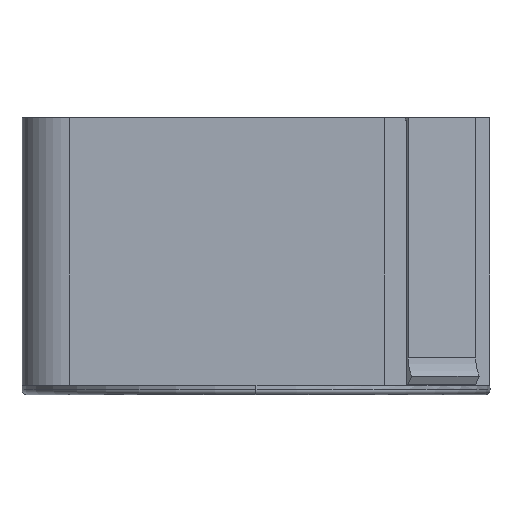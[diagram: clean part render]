
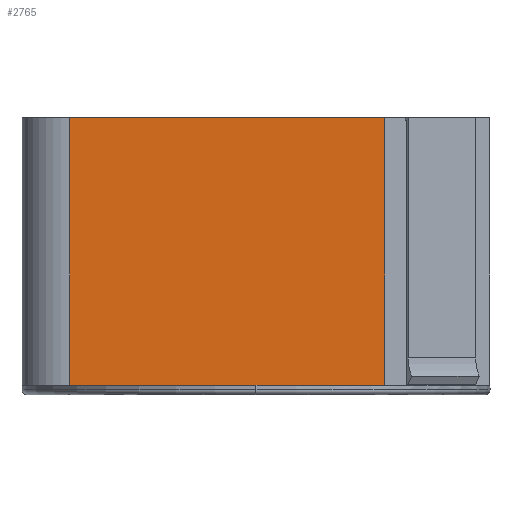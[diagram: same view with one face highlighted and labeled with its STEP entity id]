
A CAD part, left-side view. The second image highlights one B-rep face of the part: STEP entity #2765.
In plain terms, the highlighted planar face has unit normal (-1, 0, 0).
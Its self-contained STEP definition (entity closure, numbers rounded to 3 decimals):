
#28 = CARTESIAN_POINT ( 'NONE',  ( -2.45, 1.95, -0.005 ) ) ;
#29 = CARTESIAN_POINT ( 'NONE',  ( -2.45, 1.95, -2.805 ) ) ;
#30 = LINE ( 'NONE', #1055, #997 ) ;
#124 = CARTESIAN_POINT ( 'NONE',  ( -2.45, 1.95, -2.805 ) ) ;
#319 = VERTEX_POINT ( 'NONE', #2844 ) ;
#346 = FACE_OUTER_BOUND ( 'NONE', #2597, .T. ) ;
#356 = EDGE_CURVE ( 'NONE', #2952, #319, #991, .T. ) ;
#490 = DIRECTION ( 'NONE',  ( 0., -1., 0. ) ) ;
#575 = AXIS2_PLACEMENT_3D ( 'NONE', #124, #2350, #1441 ) ;
#603 = EDGE_CURVE ( 'NONE', #2099, #1219, #1036, .T. ) ;
#669 = VECTOR ( 'NONE', #1148, 1000. ) ;
#749 = CARTESIAN_POINT ( 'NONE',  ( -2.45, 0., -2.805 ) ) ;
#838 = ORIENTED_EDGE ( 'NONE', *, *, #1025, .T. ) ;
#863 = DIRECTION ( 'NONE',  ( 0., -1., 0. ) ) ;
#903 = PLANE ( 'NONE',  #575 ) ;
#953 = VECTOR ( 'NONE', #490, 1000. ) ;
#991 = LINE ( 'NONE', #2948, #2971 ) ;
#997 = VECTOR ( 'NONE', #1853, 1000. ) ;
#1025 = EDGE_CURVE ( 'NONE', #3022, #319, #30, .T. ) ;
#1036 = LINE ( 'NONE', #29, #1925 ) ;
#1055 = CARTESIAN_POINT ( 'NONE',  ( -2.45, -1.35, -2.805 ) ) ;
#1139 = EDGE_CURVE ( 'NONE', #2099, #2952, #2118, .T. ) ;
#1148 = DIRECTION ( 'NONE',  ( 0., 0., 1. ) ) ;
#1219 = VERTEX_POINT ( 'NONE', #749 ) ;
#1253 = DIRECTION ( 'NONE',  ( 0., -1., 0. ) ) ;
#1441 = DIRECTION ( 'NONE',  ( 0., 0., 1. ) ) ;
#1521 = ORIENTED_EDGE ( 'NONE', *, *, #2468, .T. ) ;
#1853 = DIRECTION ( 'NONE',  ( 0., 0., 1. ) ) ;
#1925 = VECTOR ( 'NONE', #863, 1000. ) ;
#2093 = CARTESIAN_POINT ( 'NONE',  ( -2.45, 1.95, -2.805 ) ) ;
#2099 = VERTEX_POINT ( 'NONE', #2692 ) ;
#2118 = LINE ( 'NONE', #2894, #669 ) ;
#2320 = ORIENTED_EDGE ( 'NONE', *, *, #1139, .F. ) ;
#2344 = CARTESIAN_POINT ( 'NONE',  ( -2.45, -1.35, -2.805 ) ) ;
#2350 = DIRECTION ( 'NONE',  ( -1., 0., 0. ) ) ;
#2468 = EDGE_CURVE ( 'NONE', #1219, #3022, #3008, .T. ) ;
#2597 = EDGE_LOOP ( 'NONE', ( #2812, #1521, #838, #2881, #2320 ) ) ;
#2692 = CARTESIAN_POINT ( 'NONE',  ( -2.45, 1.95, -2.805 ) ) ;
#2765 = ADVANCED_FACE ( 'NONE', ( #346 ), #903, .T. ) ;
#2812 = ORIENTED_EDGE ( 'NONE', *, *, #603, .T. ) ;
#2844 = CARTESIAN_POINT ( 'NONE',  ( -2.45, -1.35, -0.005 ) ) ;
#2881 = ORIENTED_EDGE ( 'NONE', *, *, #356, .F. ) ;
#2894 = CARTESIAN_POINT ( 'NONE',  ( -2.45, 1.95, -2.805 ) ) ;
#2948 = CARTESIAN_POINT ( 'NONE',  ( -2.45, 1.95, -0.005 ) ) ;
#2952 = VERTEX_POINT ( 'NONE', #28 ) ;
#2971 = VECTOR ( 'NONE', #1253, 1000. ) ;
#3008 = LINE ( 'NONE', #2093, #953 ) ;
#3022 = VERTEX_POINT ( 'NONE', #2344 ) ;
